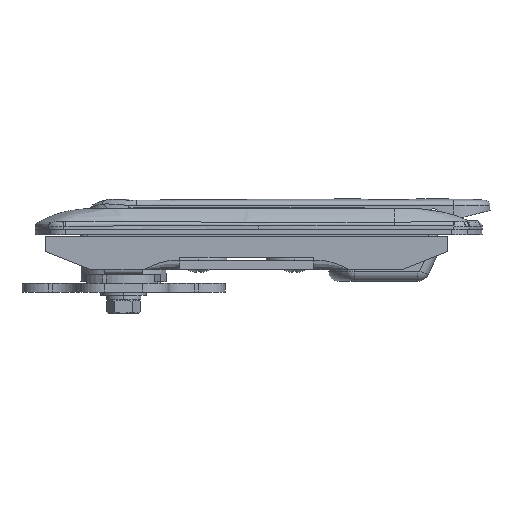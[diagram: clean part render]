
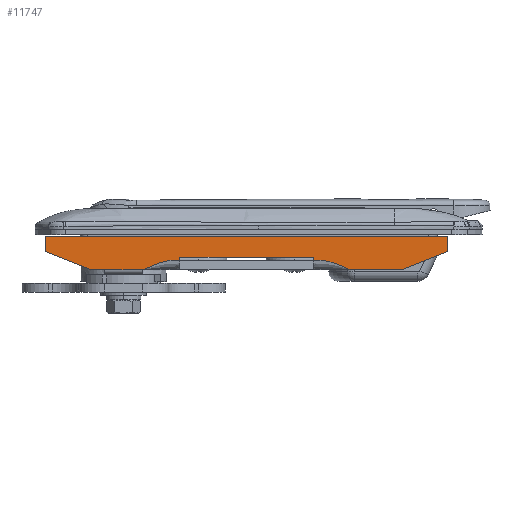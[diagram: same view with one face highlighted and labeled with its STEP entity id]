
A CAD part, left-side view. The second image highlights one B-rep face of the part: STEP entity #11747.
In plain terms, the highlighted face is planar.
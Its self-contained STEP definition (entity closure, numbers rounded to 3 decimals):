
#625 = VECTOR ( 'NONE', #3749, 1000. ) ;
#674 = CARTESIAN_POINT ( 'NONE',  ( 14.3, 27.5, 8.8 ) ) ;
#884 = CARTESIAN_POINT ( 'NONE',  ( 14.3, 22., 6.3 ) ) ;
#986 = CARTESIAN_POINT ( 'NONE',  ( 14.3, 18.25, 6.3 ) ) ;
#990 = ORIENTED_EDGE ( 'NONE', *, *, #17313, .F. ) ;
#1190 = CARTESIAN_POINT ( 'NONE',  ( 14.3, -27.5, 8.8 ) ) ;
#1568 = CARTESIAN_POINT ( 'NONE',  ( 14.3, 17.75, 5.5 ) ) ;
#1600 = EDGE_CURVE ( 'NONE', #12573, #13302, #8811, .T. ) ;
#1651 = ORIENTED_EDGE ( 'NONE', *, *, #17018, .T. ) ;
#1705 = VECTOR ( 'NONE', #19872, 1000. ) ;
#1999 = CARTESIAN_POINT ( 'NONE',  ( 14.3, 39.603, 41.241 ) ) ;
#2009 = CARTESIAN_POINT ( 'NONE',  ( 14.3, 53.5, 0. ) ) ;
#2170 = B_SPLINE_CURVE_WITH_KNOTS ( 'NONE', 3,
 ( #2710, #8866, #13629, #7151, #16473, #4228, #1190 ),
 .UNSPECIFIED., .F., .F.,
 ( 4, 3, 4 ),
 ( 0.071, 0.073, 0.081 ),
 .UNSPECIFIED. ) ;
#2521 = EDGE_CURVE ( 'NONE', #9308, #7689, #6247, .T. ) ;
#2547 = EDGE_CURVE ( 'NONE', #4359, #14388, #8054, .T. ) ;
#2601 = DIRECTION ( 'NONE',  ( 0., -1., 0. ) ) ;
#2710 = CARTESIAN_POINT ( 'NONE',  ( 14.3, -17.75, 6.3 ) ) ;
#2894 = DIRECTION ( 'NONE',  ( 0., 0., -1. ) ) ;
#3550 = CARTESIAN_POINT ( 'NONE',  ( 14.3, -17.75, 6.3 ) ) ;
#3713 = ORIENTED_EDGE ( 'NONE', *, *, #14507, .T. ) ;
#3749 = DIRECTION ( 'NONE',  ( 0., 0., 1. ) ) ;
#3832 = CARTESIAN_POINT ( 'NONE',  ( 14.3, 17.75, 6.3 ) ) ;
#4208 = CARTESIAN_POINT ( 'NONE',  ( 14.3, -53.5, 4. ) ) ;
#4228 = CARTESIAN_POINT ( 'NONE',  ( 14.3, -24.75, 7.55 ) ) ;
#4274 = EDGE_CURVE ( 'NONE', #7819, #8375, #17965, .T. ) ;
#4300 = CARTESIAN_POINT ( 'NONE',  ( 14.3, 41.5, 8.8 ) ) ;
#4359 = VERTEX_POINT ( 'NONE', #4208 ) ;
#4573 = LINE ( 'NONE', #1999, #8655 ) ;
#4592 = CARTESIAN_POINT ( 'NONE',  ( 14.3, -17.75, 5.5 ) ) ;
#4888 = CARTESIAN_POINT ( 'NONE',  ( 14.3, 53.5, 6.5 ) ) ;
#4999 = FACE_OUTER_BOUND ( 'NONE', #5314, .T. ) ;
#5092 = VERTEX_POINT ( 'NONE', #3550 ) ;
#5201 = CARTESIAN_POINT ( 'NONE',  ( 14.3, -27.5, 8.8 ) ) ;
#5249 = LINE ( 'NONE', #17598, #625 ) ;
#5314 = EDGE_LOOP ( 'NONE', ( #12468, #7634, #990, #13761, #8644, #12422, #15942, #8815, #17716, #1651, #3713, #5605 ) ) ;
#5340 = CARTESIAN_POINT ( 'NONE',  ( 14.3, 24.75, 7.55 ) ) ;
#5520 = EDGE_CURVE ( 'NONE', #8375, #12573, #19292, .T. ) ;
#5605 = ORIENTED_EDGE ( 'NONE', *, *, #6502, .T. ) ;
#5608 = EDGE_CURVE ( 'NONE', #7819, #7188, #10789, .T. ) ;
#5798 = VERTEX_POINT ( 'NONE', #5201 ) ;
#6247 = LINE ( 'NONE', #1568, #8900 ) ;
#6502 = EDGE_CURVE ( 'NONE', #5798, #11374, #11961, .T. ) ;
#6507 = DIRECTION ( 'NONE',  ( -1., 0., 0. ) ) ;
#7050 = CARTESIAN_POINT ( 'NONE',  ( 14.3, -53.5, 0. ) ) ;
#7151 = CARTESIAN_POINT ( 'NONE',  ( 14.3, -19.25, 6.3 ) ) ;
#7188 = VERTEX_POINT ( 'NONE', #2009 ) ;
#7634 = ORIENTED_EDGE ( 'NONE', *, *, #2547, .T. ) ;
#7689 = VERTEX_POINT ( 'NONE', #4592 ) ;
#7819 = VERTEX_POINT ( 'NONE', #15730 ) ;
#7933 = DIRECTION ( 'NONE',  ( 0., 0., 1. ) ) ;
#8054 = LINE ( 'NONE', #14231, #16355 ) ;
#8375 = VERTEX_POINT ( 'NONE', #4300 ) ;
#8533 = CARTESIAN_POINT ( 'NONE',  ( 14.3, 17.75, 5.5 ) ) ;
#8644 = ORIENTED_EDGE ( 'NONE', *, *, #4274, .T. ) ;
#8655 = VECTOR ( 'NONE', #12843, 1000. ) ;
#8811 = B_SPLINE_CURVE_WITH_KNOTS ( 'NONE', 3,
 ( #674, #5340, #884, #11519, #17682, #986, #3832 ),
 .UNSPECIFIED., .F., .F.,
 ( 4, 3, 4 ),
 ( 0.026, 0.034, 0.036 ),
 .UNSPECIFIED. ) ;
#8815 = ORIENTED_EDGE ( 'NONE', *, *, #16083, .T. ) ;
#8866 = CARTESIAN_POINT ( 'NONE',  ( 14.3, -18.25, 6.3 ) ) ;
#8900 = VECTOR ( 'NONE', #19984, 1000. ) ;
#9308 = VERTEX_POINT ( 'NONE', #8533 ) ;
#9441 = PLANE ( 'NONE',  #13627 ) ;
#10443 = DIRECTION ( 'NONE',  ( 0., -1., 0. ) ) ;
#10789 = LINE ( 'NONE', #18288, #13029 ) ;
#10794 = VECTOR ( 'NONE', #10443, 1000. ) ;
#11374 = VERTEX_POINT ( 'NONE', #14711 ) ;
#11519 = CARTESIAN_POINT ( 'NONE',  ( 14.3, 19.25, 6.3 ) ) ;
#11747 = ADVANCED_FACE ( 'NONE', ( #4999 ), #9441, .F. ) ;
#11961 = LINE ( 'NONE', #19323, #10794 ) ;
#12116 = CARTESIAN_POINT ( 'NONE',  ( 14.3, 52.638, 4.345 ) ) ;
#12397 = CARTESIAN_POINT ( 'NONE',  ( 14.3, 53.5, 0. ) ) ;
#12422 = ORIENTED_EDGE ( 'NONE', *, *, #5520, .T. ) ;
#12468 = ORIENTED_EDGE ( 'NONE', *, *, #17607, .F. ) ;
#12573 = VERTEX_POINT ( 'NONE', #19486 ) ;
#12843 = DIRECTION ( 'NONE',  ( 0., 0.928, 0.371 ) ) ;
#12976 = DIRECTION ( 'NONE',  ( 0., -1., 0. ) ) ;
#13029 = VECTOR ( 'NONE', #2894, 1000. ) ;
#13194 = LINE ( 'NONE', #17746, #13541 ) ;
#13302 = VERTEX_POINT ( 'NONE', #13575 ) ;
#13342 = VECTOR ( 'NONE', #2601, 1000. ) ;
#13541 = VECTOR ( 'NONE', #17550, 1000. ) ;
#13575 = CARTESIAN_POINT ( 'NONE',  ( 14.3, 17.75, 6.3 ) ) ;
#13627 = AXIS2_PLACEMENT_3D ( 'NONE', #4888, #6507, #7933 ) ;
#13629 = CARTESIAN_POINT ( 'NONE',  ( 14.3, -18.75, 6.3 ) ) ;
#13761 = ORIENTED_EDGE ( 'NONE', *, *, #5608, .F. ) ;
#13910 = LINE ( 'NONE', #12397, #15863 ) ;
#14231 = CARTESIAN_POINT ( 'NONE',  ( 14.3, -53.5, 6.5 ) ) ;
#14388 = VERTEX_POINT ( 'NONE', #7050 ) ;
#14507 = EDGE_CURVE ( 'NONE', #5092, #5798, #2170, .T. ) ;
#14711 = CARTESIAN_POINT ( 'NONE',  ( 14.3, -41.5, 8.8 ) ) ;
#15364 = DIRECTION ( 'NONE',  ( 0., 0., -1. ) ) ;
#15730 = CARTESIAN_POINT ( 'NONE',  ( 14.3, 53.5, 4. ) ) ;
#15863 = VECTOR ( 'NONE', #12976, 1000. ) ;
#15942 = ORIENTED_EDGE ( 'NONE', *, *, #1600, .T. ) ;
#16083 = EDGE_CURVE ( 'NONE', #13302, #9308, #13194, .T. ) ;
#16355 = VECTOR ( 'NONE', #15364, 1000. ) ;
#16376 = CARTESIAN_POINT ( 'NONE',  ( 14.3, 53.5, 8.8 ) ) ;
#16473 = CARTESIAN_POINT ( 'NONE',  ( 14.3, -22., 6.3 ) ) ;
#17018 = EDGE_CURVE ( 'NONE', #7689, #5092, #5249, .T. ) ;
#17313 = EDGE_CURVE ( 'NONE', #7188, #14388, #13910, .T. ) ;
#17550 = DIRECTION ( 'NONE',  ( 0., 0., -1. ) ) ;
#17598 = CARTESIAN_POINT ( 'NONE',  ( 14.3, -17.75, 5.5 ) ) ;
#17607 = EDGE_CURVE ( 'NONE', #4359, #11374, #4573, .T. ) ;
#17682 = CARTESIAN_POINT ( 'NONE',  ( 14.3, 18.75, 6.3 ) ) ;
#17716 = ORIENTED_EDGE ( 'NONE', *, *, #2521, .T. ) ;
#17746 = CARTESIAN_POINT ( 'NONE',  ( 14.3, 17.75, 5.5 ) ) ;
#17965 = LINE ( 'NONE', #12116, #1705 ) ;
#18288 = CARTESIAN_POINT ( 'NONE',  ( 14.3, 53.5, 6.5 ) ) ;
#19292 = LINE ( 'NONE', #16376, #13342 ) ;
#19323 = CARTESIAN_POINT ( 'NONE',  ( 14.3, 53.5, 8.8 ) ) ;
#19486 = CARTESIAN_POINT ( 'NONE',  ( 14.3, 27.5, 8.8 ) ) ;
#19872 = DIRECTION ( 'NONE',  ( 0., -0.928, 0.371 ) ) ;
#19984 = DIRECTION ( 'NONE',  ( 0., -1., 0. ) ) ;
